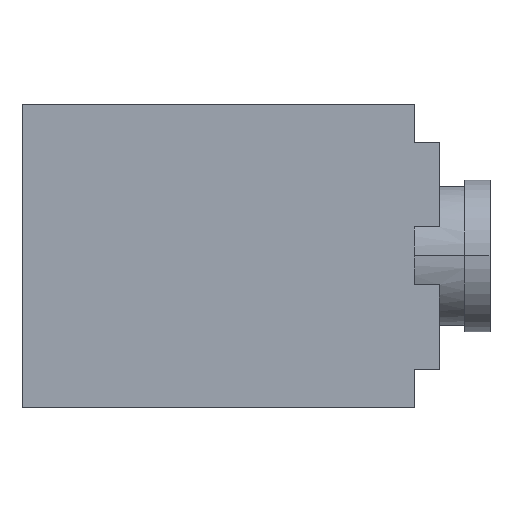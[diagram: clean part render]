
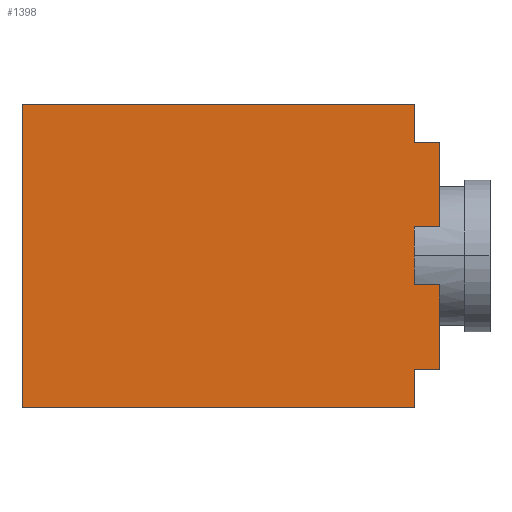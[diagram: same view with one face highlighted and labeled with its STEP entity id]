
A CAD part, top view. The second image highlights one B-rep face of the part: STEP entity #1398.
In plain terms, the highlighted planar face has unit normal (0, 0, 1).
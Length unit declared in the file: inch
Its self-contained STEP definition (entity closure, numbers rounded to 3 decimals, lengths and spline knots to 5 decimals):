
#18 = CARTESIAN_POINT ( 'NONE',  ( -0.11811, 0.23622, 0.09843 ) ) ;
#78 = CARTESIAN_POINT ( 'NONE',  ( -0.07874, -0.0451, 0.09843 ) ) ;
#149 = VERTEX_POINT ( 'NONE', #1466 ) ;
#196 = DIRECTION ( 'NONE',  ( -1., 0., 0. ) ) ;
#221 = DIRECTION ( 'NONE',  ( 0., -1., 0. ) ) ;
#253 = ORIENTED_EDGE ( 'NONE', *, *, #1800, .T. ) ;
#254 = CARTESIAN_POINT ( 'NONE',  ( 0.26686, 0.0451, 0.09843 ) ) ;
#322 = CARTESIAN_POINT ( 'NONE',  ( -0.11811, -0.17717, 0.09843 ) ) ;
#387 = DIRECTION ( 'NONE',  ( 0., -1., 0. ) ) ;
#394 = DIRECTION ( 'NONE',  ( -1., 0., 0. ) ) ;
#469 = ORIENTED_EDGE ( 'NONE', *, *, #1065, .F. ) ;
#490 = ORIENTED_EDGE ( 'NONE', *, *, #1076, .F. ) ;
#648 = EDGE_LOOP ( 'NONE', ( #982, #3364, #3557, #490, #469, #1259, #253, #3428, #1540, #1447, #889, #3147 ) ) ;
#658 = LINE ( 'NONE', #895, #701 ) ;
#692 = DIRECTION ( 'NONE',  ( 0., -1., 0. ) ) ;
#701 = VECTOR ( 'NONE', #3056, 39.37008 ) ;
#730 = LINE ( 'NONE', #2369, #2881 ) ;
#884 = VERTEX_POINT ( 'NONE', #2345 ) ;
#889 = ORIENTED_EDGE ( 'NONE', *, *, #2765, .T. ) ;
#895 = CARTESIAN_POINT ( 'NONE',  ( -0.07874, 0.17717, 0.09843 ) ) ;
#982 = ORIENTED_EDGE ( 'NONE', *, *, #1748, .F. ) ;
#1029 = DIRECTION ( 'NONE',  ( 0., -1., 0. ) ) ;
#1057 = DIRECTION ( 'NONE',  ( 1., 0., 0. ) ) ;
#1065 = EDGE_CURVE ( 'NONE', #1419, #1568, #2446, .T. ) ;
#1076 = EDGE_CURVE ( 'NONE', #1568, #2562, #2216, .T. ) ;
#1117 = EDGE_CURVE ( 'NONE', #149, #2667, #2855, .T. ) ;
#1139 = DIRECTION ( 'NONE',  ( -1., 0., 0. ) ) ;
#1158 = LINE ( 'NONE', #2566, #1160 ) ;
#1160 = VECTOR ( 'NONE', #1139, 39.37008 ) ;
#1171 = CARTESIAN_POINT ( 'NONE',  ( -0.11811, 0.0451, 0.09843 ) ) ;
#1190 = CARTESIAN_POINT ( 'NONE',  ( -0.11811, 0.23622, 0.09843 ) ) ;
#1208 = VECTOR ( 'NONE', #1417, 39.37008 ) ;
#1231 = VECTOR ( 'NONE', #394, 39.37008 ) ;
#1259 = ORIENTED_EDGE ( 'NONE', *, *, #3045, .F. ) ;
#1267 = VERTEX_POINT ( 'NONE', #1171 ) ;
#1398 = ADVANCED_FACE ( 'NONE', ( #3145 ), #2576, .F. ) ;
#1417 = DIRECTION ( 'NONE',  ( 0., -1., 0. ) ) ;
#1419 = VERTEX_POINT ( 'NONE', #1614 ) ;
#1447 = ORIENTED_EDGE ( 'NONE', *, *, #1117, .F. ) ;
#1454 = VERTEX_POINT ( 'NONE', #2406 ) ;
#1466 = CARTESIAN_POINT ( 'NONE',  ( -0.07874, 0.17717, 0.09843 ) ) ;
#1479 = LINE ( 'NONE', #2857, #3473 ) ;
#1488 = VERTEX_POINT ( 'NONE', #1696 ) ;
#1540 = ORIENTED_EDGE ( 'NONE', *, *, #3302, .T. ) ;
#1568 = VERTEX_POINT ( 'NONE', #322 ) ;
#1610 = CARTESIAN_POINT ( 'NONE',  ( -0.11811, -0.23622, 0.09843 ) ) ;
#1614 = CARTESIAN_POINT ( 'NONE',  ( -0.07874, -0.17717, 0.09843 ) ) ;
#1627 = VECTOR ( 'NONE', #3024, 39.37008 ) ;
#1692 = CARTESIAN_POINT ( 'NONE',  ( -0.11811, 0.23622, 0.09843 ) ) ;
#1696 = CARTESIAN_POINT ( 'NONE',  ( -0.11811, -0.0451, 0.09843 ) ) ;
#1748 = EDGE_CURVE ( 'NONE', #1954, #3034, #2160, .T. ) ;
#1763 = LINE ( 'NONE', #3442, #1231 ) ;
#1800 = EDGE_CURVE ( 'NONE', #2358, #1488, #1158, .T. ) ;
#1810 = CARTESIAN_POINT ( 'NONE',  ( -0.07874, 0.17717, 0.09843 ) ) ;
#1840 = AXIS2_PLACEMENT_3D ( 'NONE', #2656, #2999, #196 ) ;
#1921 = EDGE_CURVE ( 'NONE', #3034, #1454, #1479, .T. ) ;
#1954 = VERTEX_POINT ( 'NONE', #3153 ) ;
#1963 = VECTOR ( 'NONE', #221, 39.37008 ) ;
#2144 = DIRECTION ( 'NONE',  ( 1., 0., 0. ) ) ;
#2146 = CARTESIAN_POINT ( 'NONE',  ( -0.72835, 0.23622, 0.09843 ) ) ;
#2159 = DIRECTION ( 'NONE',  ( -1., 0., 0. ) ) ;
#2160 = LINE ( 'NONE', #18, #2707 ) ;
#2191 = EDGE_CURVE ( 'NONE', #1267, #1488, #730, .T. ) ;
#2216 = LINE ( 'NONE', #1692, #1208 ) ;
#2345 = CARTESIAN_POINT ( 'NONE',  ( -0.72835, -0.23622, 0.09843 ) ) ;
#2358 = VERTEX_POINT ( 'NONE', #78 ) ;
#2369 = CARTESIAN_POINT ( 'NONE',  ( -0.11811, 0.23622, 0.09843 ) ) ;
#2406 = CARTESIAN_POINT ( 'NONE',  ( -0.11811, 0.17717, 0.09843 ) ) ;
#2418 = CARTESIAN_POINT ( 'NONE',  ( -0.11811, -0.23622, 0.09843 ) ) ;
#2446 = LINE ( 'NONE', #3010, #3288 ) ;
#2562 = VERTEX_POINT ( 'NONE', #1610 ) ;
#2566 = CARTESIAN_POINT ( 'NONE',  ( 0.26686, -0.0451, 0.09843 ) ) ;
#2576 = PLANE ( 'NONE',  #1840 ) ;
#2656 = CARTESIAN_POINT ( 'NONE',  ( -0.11811, 0.23622, 0.09843 ) ) ;
#2667 = VERTEX_POINT ( 'NONE', #2939 ) ;
#2684 = LINE ( 'NONE', #2418, #2766 ) ;
#2707 = VECTOR ( 'NONE', #2144, 39.37008 ) ;
#2765 = EDGE_CURVE ( 'NONE', #149, #1454, #1763, .T. ) ;
#2766 = VECTOR ( 'NONE', #1057, 39.37008 ) ;
#2854 = EDGE_CURVE ( 'NONE', #1954, #884, #3541, .T. ) ;
#2855 = LINE ( 'NONE', #1810, #3344 ) ;
#2857 = CARTESIAN_POINT ( 'NONE',  ( -0.11811, 0.23622, 0.09843 ) ) ;
#2881 = VECTOR ( 'NONE', #692, 39.37008 ) ;
#2901 = EDGE_CURVE ( 'NONE', #884, #2562, #2684, .T. ) ;
#2939 = CARTESIAN_POINT ( 'NONE',  ( -0.07874, 0.0451, 0.09843 ) ) ;
#2999 = DIRECTION ( 'NONE',  ( 0., 0., -1. ) ) ;
#3010 = CARTESIAN_POINT ( 'NONE',  ( -0.07874, -0.17717, 0.09843 ) ) ;
#3024 = DIRECTION ( 'NONE',  ( 1., 0., 0. ) ) ;
#3034 = VERTEX_POINT ( 'NONE', #1190 ) ;
#3045 = EDGE_CURVE ( 'NONE', #2358, #1419, #658, .T. ) ;
#3056 = DIRECTION ( 'NONE',  ( 0., -1., 0. ) ) ;
#3145 = FACE_OUTER_BOUND ( 'NONE', #648, .T. ) ;
#3147 = ORIENTED_EDGE ( 'NONE', *, *, #1921, .F. ) ;
#3153 = CARTESIAN_POINT ( 'NONE',  ( -0.72835, 0.23622, 0.09843 ) ) ;
#3288 = VECTOR ( 'NONE', #2159, 39.37008 ) ;
#3302 = EDGE_CURVE ( 'NONE', #1267, #2667, #3554, .T. ) ;
#3344 = VECTOR ( 'NONE', #387, 39.37008 ) ;
#3364 = ORIENTED_EDGE ( 'NONE', *, *, #2854, .T. ) ;
#3428 = ORIENTED_EDGE ( 'NONE', *, *, #2191, .F. ) ;
#3442 = CARTESIAN_POINT ( 'NONE',  ( -0.07874, 0.17717, 0.09843 ) ) ;
#3473 = VECTOR ( 'NONE', #1029, 39.37008 ) ;
#3541 = LINE ( 'NONE', #2146, #1963 ) ;
#3554 = LINE ( 'NONE', #254, #1627 ) ;
#3557 = ORIENTED_EDGE ( 'NONE', *, *, #2901, .T. ) ;
